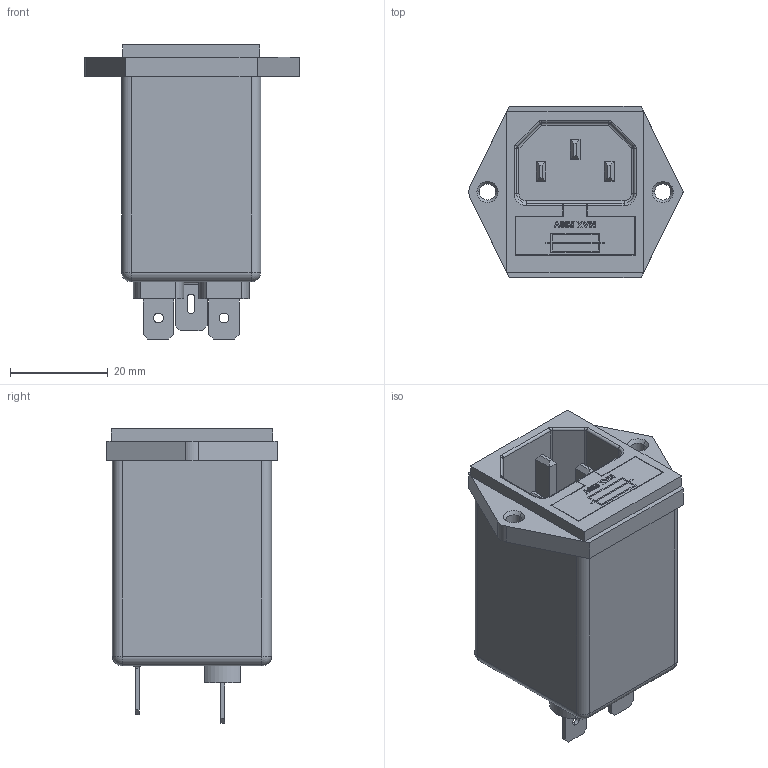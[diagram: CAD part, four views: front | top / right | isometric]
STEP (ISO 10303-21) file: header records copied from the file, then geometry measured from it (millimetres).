
FILE_DESCRIPTION (( 'STEP AP214' ), '1' );
FILE_NAME ('RIR0622H.step', '2015-09-21T11:30:59', ( '' ), ( '' ), 'SwSTEP 2.0', 'SolidWorks 2015', '' );
FILE_SCHEMA (( 'AUTOMOTIVE_DESIGN' ));
Length unit declared in the file: millimetre
Products named in the file (1): RIR0622H
Bounding box: 43.86 x 35 x 60.2 mm (x, y, z)
Volume: 40598.1 mm3; surface area: 10976.1 mm2
Topology: 1 solids, 1 shells, 316 faces, 806 edges, 509 vertices
Faces by surface type: plane 209, cylinder 56, bspline 31, sphere 8, torus 8, cone 4
Entity records: 10893 total; most frequent: CARTESIAN_POINT 3390, ORIENTED_EDGE 1600, DIRECTION 1416, EDGE_CURVE 800, LINE 612, VECTOR 612, VERTEX_POINT 509, AXIS2_PLACEMENT_3D 402
